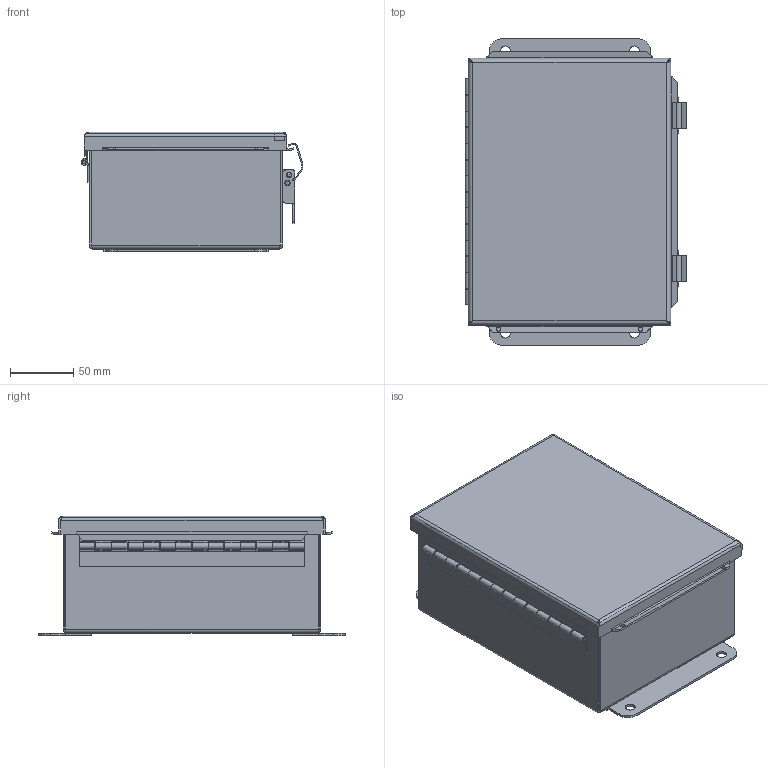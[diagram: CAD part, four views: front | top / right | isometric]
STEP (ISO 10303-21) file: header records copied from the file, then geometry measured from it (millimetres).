
FILE_DESCRIPTION(/* description */ ('JIC-CHINGE-QR-8X6X3.5'),/* implementation_level */ '2;1');
FILE_NAME(/* name */ 'B080603CHQR.stp',/* time_stamp */ '2021-10-23T15:57:28-05:00',/* author */ ('dnichola'),/* organization */ (''),/* preprocessor_version */ 'ST-DEVELOPER v18',/* originating_system */ 'Autodesk Inventor 2020',/* authorisation */ '');
FILE_SCHEMA (('AUTOMOTIVE_DESIGN { 1 0 10303 214 3 1 1 }'));
Length unit declared in the file: inch
Products named in the file (17): B080603CHQR; 3499; 3482; B_080603_BKP; 328121; 328119LH; 328121P; 328121TH; 316162; 38811; B_0806CH_LID; 35011; PART1; PART2; PART3; PART4; PART5
Assembly tree (22 placements, depth 3):
  B080603CHQR
    3499  x4
    3482  x2
    B_080603_BKP
    328121
      328119LH
      328121P
      328121TH
    316162  x2
    38811
    B_0806CH_LID
    35011  x2
      PART1
      PART2
      PART3
      PART4
      PART5
Bounding box: 174.74 x 241.3 x 94.4 mm (x, y, z)
Volume: 302528.1 mm3; surface area: 371285.8 mm2
Topology: 24 solids, 24 shells, 567 faces, 1435 edges, 921 vertices
Faces by surface type: plane 345, cylinder 165, bspline 54, torus 2, cone 1
Full cylindrical faces by diameter (mm): 2.54 x1, 2.957 x14, 3.454 x4, 3.556 x2, 3.946 x12, 3.962 x4, 4.286 x8, 4.826 x1, 6.35 x1, 7.62 x4, 7.874 x4, 15.875 x4
Entity records: 14057 total; most frequent: CARTESIAN_POINT 3297, ORIENTED_EDGE 2052, DIRECTION 1985, EDGE_CURVE 1026, LINE 749, VECTOR 749, VERTEX_POINT 649, AXIS2_PLACEMENT_3D 618
